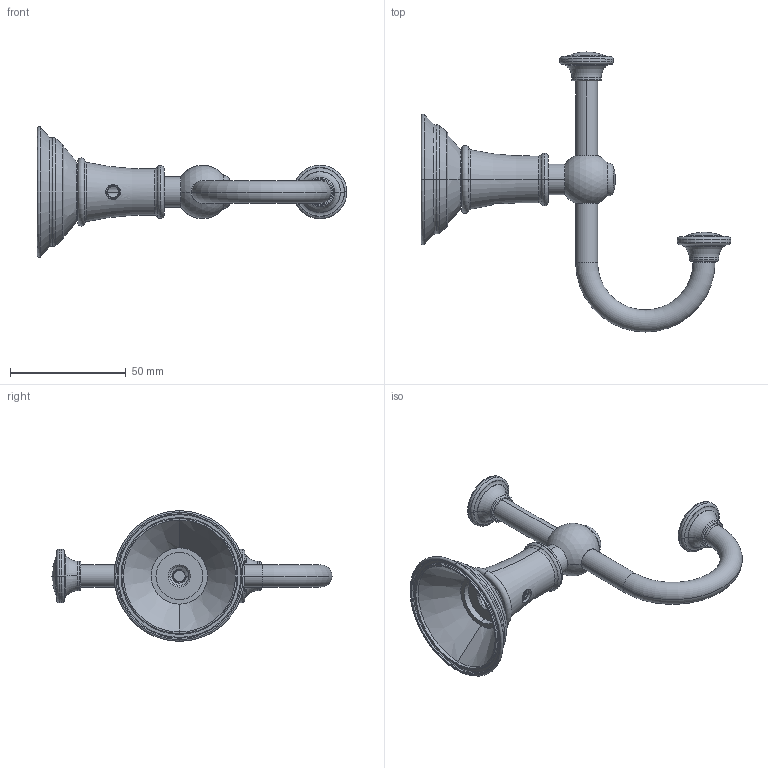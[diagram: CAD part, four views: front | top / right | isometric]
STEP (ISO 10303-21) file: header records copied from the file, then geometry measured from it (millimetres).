
FILE_DESCRIPTION((''),'2;1');
FILE_NAME('5411_ASM','2019-08-08T10:57:56',('jinson.thomas'),(''),'CREO PARAMETRIC BY PTC INC, 2018400','CREO PARAMETRIC BY PTC INC, 2018400','');
FILE_SCHEMA(('CONFIG_CONTROL_DESIGN'));
Length unit declared in the file: inch
Products named in the file (7): 11591; 2-652_ASM; 40710; 40738; 40739; 40362; 5411_ASM
Assembly tree (7 placements, depth 3):
  5411_ASM
    2-652_ASM
      11591
    40710
    40738
    40739
    40362  x2
Bounding box: 133.86 x 121.09 x 56.56 mm (x, y, z)
Volume: 41790.6 mm3; surface area: 23483.6 mm2
Topology: 6 solids, 6 shells, 436 faces, 1113 edges, 692 vertices
Faces by surface type: cylinder 177, bspline 146, torus 62, plane 27, cone 16, sphere 8
Entity records: 34757 total; most frequent: CARTESIAN_POINT 26509, ORIENTED_EDGE 1982, DIRECTION 1206, EDGE_CURVE 991, VERTEX_POINT 624, B_SPLINE_CURVE_WITH_KNOTS 550, AXIS2_PLACEMENT_3D 498, EDGE_LOOP 407
